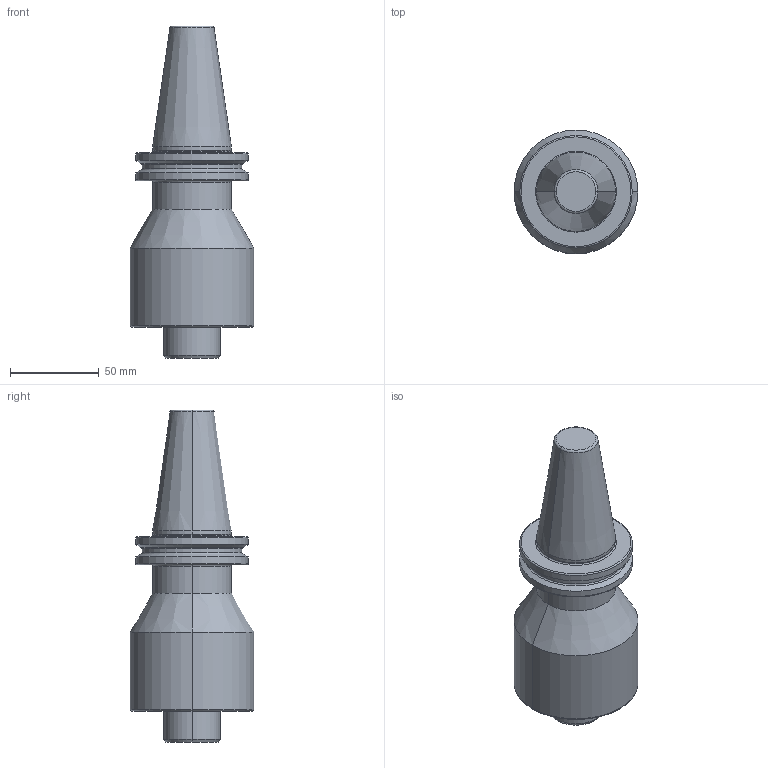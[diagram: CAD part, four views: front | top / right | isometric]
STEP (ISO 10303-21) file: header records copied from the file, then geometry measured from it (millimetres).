
FILE_DESCRIPTION(/* description */ (''),/* implementation_level */ '2;1');
FILE_NAME(/* name */ '1660101204233.stp',/* time_stamp */ '2022-08-10T08:43:35+05:00',/* author */ (''),/* organization */ ('SMS'),/* preprocessor_version */ 'ST-DEVELOPER v16.7',/* originating_system */ 'SIEMENS PLM Software NX 12.0',/* authorisation */ '');
FILE_SCHEMA (('AUTOMOTIVE_DESIGN { 1 0 10303 214 3 1 1 1 }'));
Length unit declared in the file: millimetre
Products named in the file (1): 204265100mod000_00
Bounding box: 69.85 x 69.85 x 187.3 mm (x, y, z)
Volume: 383859.8 mm3; surface area: 37216.8 mm2
Topology: 1 solids, 1 shells, 42 faces, 81 edges, 49 vertices
Faces by surface type: torus 14, cylinder 11, cone 10, plane 7
Full cylindrical faces by diameter (mm): 56.35 x1, 63.5 x2
Entity records: 1142 total; most frequent: DIRECTION 233, CARTESIAN_POINT 176, ORIENTED_EDGE 162, AXIS2_PLACEMENT_3D 106, EDGE_CURVE 81, CIRCLE 60, EDGE_LOOP 47, VERTEX_POINT 46
